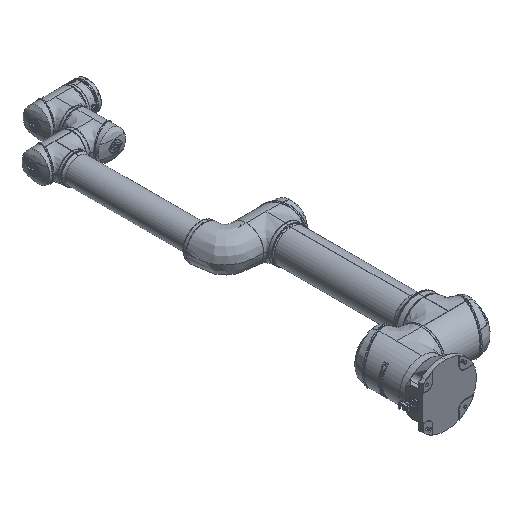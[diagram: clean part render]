
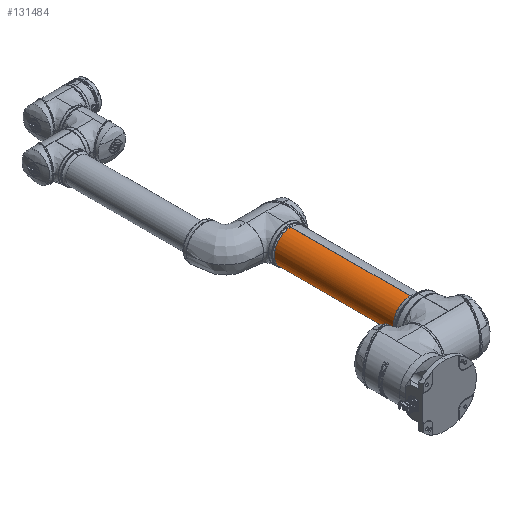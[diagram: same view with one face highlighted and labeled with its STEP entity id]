
A CAD part, isometric view. The second image highlights one B-rep face of the part: STEP entity #131484.
In plain terms, the highlighted cylindrical face has radius 55 mm (diameter 110 mm), a partial arc.
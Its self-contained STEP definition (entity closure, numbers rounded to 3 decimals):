
#7101 = CARTESIAN_POINT ( 'NONE',  ( -163.627, 690.335, -49.436 ) ) ;
#9025 = CARTESIAN_POINT ( 'NONE',  ( -138.564, 293.029, 24.373 ) ) ;
#9123 = CARTESIAN_POINT ( 'NONE',  ( -184.4, 690.335, -55. ) ) ;
#9900 = CARTESIAN_POINT ( 'NONE',  ( -184.4, 293.029, 55. ) ) ;
#10671 = CARTESIAN_POINT ( 'NONE',  ( -173.739, 690.335, 53.241 ) ) ;
#12573 = CARTESIAN_POINT ( 'NONE',  ( -133., 293.029, 3.6 ) ) ;
#18323 = DIRECTION ( 'NONE',  ( 0., 0., 1. ) ) ;
#25459 = CARTESIAN_POINT ( 'NONE',  ( -146.564, 690.335, 36.345 ) ) ;
#28167 = CARTESIAN_POINT ( 'NONE',  ( -134.759, 690.335, -14.261 ) ) ;
#30084 = CARTESIAN_POINT ( 'NONE',  ( -138.564, 293.029, -24.373 ) ) ;
#30936 = CARTESIAN_POINT ( 'NONE',  ( -163.627, 293.029, -49.436 ) ) ;
#33612 = CARTESIAN_POINT ( 'NONE',  ( -133.355, 293.029, -7.199 ) ) ;
#38468 = CARTESIAN_POINT ( 'NONE',  ( -188., 254.335, 0. ) ) ;
#40667 = EDGE_CURVE ( 'NONE', #220748, #173592, #216581, .T. ) ;
#45553 = CARTESIAN_POINT ( 'NONE',  ( -133., 690.335, -3.6 ) ) ;
#47054 = FACE_OUTER_BOUND ( 'NONE', #179253, .T. ) ;
#49158 = CARTESIAN_POINT ( 'NONE',  ( -133.355, 690.335, -7.199 ) ) ;
#49852 = DIRECTION ( 'NONE',  ( 0., 1., 0. ) ) ;
#51064 = CARTESIAN_POINT ( 'NONE',  ( -151.655, 293.029, -41.436 ) ) ;
#53394 = CARTESIAN_POINT ( 'NONE',  ( -188., 254.335, 55. ) ) ;
#53713 = CARTESIAN_POINT ( 'NONE',  ( -160.437, 293.029, 47.731 ) ) ;
#60949 = ORIENTED_EDGE ( 'NONE', *, *, #249781, .T. ) ;
#67478 = CARTESIAN_POINT ( 'NONE',  ( -180.801, 690.335, -54.645 ) ) ;
#72091 = CARTESIAN_POINT ( 'NONE',  ( -144.269, 293.029, -33.549 ) ) ;
#72966 = CARTESIAN_POINT ( 'NONE',  ( -173.739, 293.029, -53.241 ) ) ;
#74633 = CARTESIAN_POINT ( 'NONE',  ( -188., 690.335, 55. ) ) ;
#80526 = VECTOR ( 'NONE', #49852, 1000. ) ;
#87647 = CARTESIAN_POINT ( 'NONE',  ( -135.809, 690.335, 17.722 ) ) ;
#93157 = CARTESIAN_POINT ( 'NONE',  ( -154.451, 293.029, -43.731 ) ) ;
#95123 = CARTESIAN_POINT ( 'NONE',  ( -188., 690.335, -55. ) ) ;
#95839 = CARTESIAN_POINT ( 'NONE',  ( -144.269, 293.029, 33.549 ) ) ;
#108743 = CARTESIAN_POINT ( 'NONE',  ( -140.269, 690.335, -27.563 ) ) ;
#109335 = CYLINDRICAL_SURFACE ( 'NONE', #152869, 55. ) ;
#110197 = CARTESIAN_POINT ( 'NONE',  ( -188., 293.029, 55. ) ) ;
#112359 = CARTESIAN_POINT ( 'NONE',  ( -160.437, 690.335, -47.731 ) ) ;
#115152 = CARTESIAN_POINT ( 'NONE',  ( -180.801, 293.029, -54.645 ) ) ;
#116796 = CARTESIAN_POINT ( 'NONE',  ( -154.451, 690.335, 43.731 ) ) ;
#129783 = CARTESIAN_POINT ( 'NONE',  ( -144.269, 690.335, 33.549 ) ) ;
#131484 = ADVANCED_FACE ( 'NONE', ( #47054 ), #109335, .T. ) ;
#134425 = CARTESIAN_POINT ( 'NONE',  ( -163.627, 293.029, 49.436 ) ) ;
#135193 = CARTESIAN_POINT ( 'NONE',  ( -160.437, 690.335, 47.731 ) ) ;
#135484 = B_SPLINE_CURVE_WITH_KNOTS ( 'NONE', 3,
 ( #260834, #9123, #67478, #194691, #257949, #7101, #112359, #214912, #213998, #234108, #170980, #108743, #153557, #257045, #28167, #49158, #45553, #150851, #191964, #213101, #87647, #192880, #255223, #129783, #25459, #177245, #116796, #135193, #156197, #197364, #10671, #199140, #136080, #74633 ),
 .UNSPECIFIED., .F., .F.,
 ( 4, 2, 2, 2, 2, 2, 2, 2, 2, 2, 2, 2, 2, 2, 2, 2, 4 ),
 ( 0.5, 0.531, 0.563, 0.594, 0.625, 0.656, 0.688, 0.719, 0.75, 0.781, 0.813, 0.844, 0.875, 0.906, 0.938, 0.969, 1. ),
 .UNSPECIFIED. ) ;
#136080 = CARTESIAN_POINT ( 'NONE',  ( -184.4, 690.335, 55. ) ) ;
#136201 = CARTESIAN_POINT ( 'NONE',  ( -154.451, 293.029, 43.731 ) ) ;
#137998 = CARTESIAN_POINT ( 'NONE',  ( -134.759, 293.029, 14.261 ) ) ;
#139785 = ORIENTED_EDGE ( 'NONE', *, *, #196650, .F. ) ;
#140078 = ORIENTED_EDGE ( 'NONE', *, *, #163286, .T. ) ;
#149151 = DIRECTION ( 'NONE',  ( 0., 1., 0. ) ) ;
#150851 = CARTESIAN_POINT ( 'NONE',  ( -133., 690.335, 3.6 ) ) ;
#152869 = AXIS2_PLACEMENT_3D ( 'NONE', #38468, #184886, #18323 ) ;
#153221 = CARTESIAN_POINT ( 'NONE',  ( -188., 690.335, 55. ) ) ;
#153557 = CARTESIAN_POINT ( 'NONE',  ( -138.564, 690.335, -24.373 ) ) ;
#155433 = CARTESIAN_POINT ( 'NONE',  ( -134.759, 293.029, -14.261 ) ) ;
#156197 = CARTESIAN_POINT ( 'NONE',  ( -163.627, 690.335, 49.436 ) ) ;
#156317 = CARTESIAN_POINT ( 'NONE',  ( -160.437, 293.029, -47.731 ) ) ;
#157201 = CARTESIAN_POINT ( 'NONE',  ( -140.269, 293.029, -27.563 ) ) ;
#158095 = CARTESIAN_POINT ( 'NONE',  ( -188., 293.029, 55. ) ) ;
#158990 = CARTESIAN_POINT ( 'NONE',  ( -133., 293.029, -3.6 ) ) ;
#159189 = VERTEX_POINT ( 'NONE', #153221 ) ;
#159338 = CARTESIAN_POINT ( 'NONE',  ( -188., 293.029, -55. ) ) ;
#160807 = VECTOR ( 'NONE', #149151, 1000. ) ;
#163286 = EDGE_CURVE ( 'NONE', #243958, #220748, #165559, .T. ) ;
#165559 = B_SPLINE_CURVE_WITH_KNOTS ( 'NONE', 3,
 ( #158095, #9900, #240517, #179148, #259829, #134425, #53713, #136201, #197479, #200167, #95839, #242339, #9025, #263414, #137998, #201060, #12573, #158990, #33612, #155433, #217726, #30084, #157201, #72091, #176476, #51064, #93157, #156317, #30936, #177370, #72966, #115152, #219513, #166384 ),
 .UNSPECIFIED., .F., .F.,
 ( 4, 2, 2, 2, 2, 2, 2, 2, 2, 2, 2, 2, 2, 2, 2, 2, 4 ),
 ( 0., 0.031, 0.062, 0.094, 0.125, 0.156, 0.187, 0.219, 0.25, 0.281, 0.313, 0.344, 0.375, 0.406, 0.438, 0.469, 0.5 ),
 .UNSPECIFIED. ) ;
#166384 = CARTESIAN_POINT ( 'NONE',  ( -188., 293.029, -55. ) ) ;
#170980 = CARTESIAN_POINT ( 'NONE',  ( -144.269, 690.335, -33.549 ) ) ;
#173592 = VERTEX_POINT ( 'NONE', #95123 ) ;
#176476 = CARTESIAN_POINT ( 'NONE',  ( -146.564, 293.029, -36.345 ) ) ;
#177245 = CARTESIAN_POINT ( 'NONE',  ( -151.655, 690.335, 41.436 ) ) ;
#177370 = CARTESIAN_POINT ( 'NONE',  ( -170.278, 293.029, -52.191 ) ) ;
#179148 = CARTESIAN_POINT ( 'NONE',  ( -173.739, 293.029, 53.241 ) ) ;
#179253 = EDGE_LOOP ( 'NONE', ( #140078, #195746, #60949, #139785 ) ) ;
#184886 = DIRECTION ( 'NONE',  ( 0., 1., 0. ) ) ;
#191167 = CARTESIAN_POINT ( 'NONE',  ( -188., 254.335, -55. ) ) ;
#191964 = CARTESIAN_POINT ( 'NONE',  ( -133.355, 690.335, 7.199 ) ) ;
#192880 = CARTESIAN_POINT ( 'NONE',  ( -138.564, 690.335, 24.373 ) ) ;
#194691 = CARTESIAN_POINT ( 'NONE',  ( -173.739, 690.335, -53.241 ) ) ;
#195746 = ORIENTED_EDGE ( 'NONE', *, *, #40667, .T. ) ;
#196650 = EDGE_CURVE ( 'NONE', #243958, #159189, #244197, .T. ) ;
#197364 = CARTESIAN_POINT ( 'NONE',  ( -170.278, 690.335, 52.191 ) ) ;
#197479 = CARTESIAN_POINT ( 'NONE',  ( -151.655, 293.029, 41.436 ) ) ;
#199140 = CARTESIAN_POINT ( 'NONE',  ( -180.801, 690.335, 54.645 ) ) ;
#200167 = CARTESIAN_POINT ( 'NONE',  ( -146.564, 293.029, 36.345 ) ) ;
#201060 = CARTESIAN_POINT ( 'NONE',  ( -133.355, 293.029, 7.199 ) ) ;
#213101 = CARTESIAN_POINT ( 'NONE',  ( -134.759, 690.335, 14.261 ) ) ;
#213998 = CARTESIAN_POINT ( 'NONE',  ( -151.655, 690.335, -41.436 ) ) ;
#214912 = CARTESIAN_POINT ( 'NONE',  ( -154.451, 690.335, -43.731 ) ) ;
#216581 = LINE ( 'NONE', #191167, #160807 ) ;
#217726 = CARTESIAN_POINT ( 'NONE',  ( -135.809, 293.029, -17.722 ) ) ;
#219513 = CARTESIAN_POINT ( 'NONE',  ( -184.4, 293.029, -55. ) ) ;
#220748 = VERTEX_POINT ( 'NONE', #159338 ) ;
#234108 = CARTESIAN_POINT ( 'NONE',  ( -146.564, 690.335, -36.345 ) ) ;
#240517 = CARTESIAN_POINT ( 'NONE',  ( -180.801, 293.029, 54.645 ) ) ;
#242339 = CARTESIAN_POINT ( 'NONE',  ( -140.269, 293.029, 27.563 ) ) ;
#243958 = VERTEX_POINT ( 'NONE', #110197 ) ;
#244197 = LINE ( 'NONE', #53394, #80526 ) ;
#249781 = EDGE_CURVE ( 'NONE', #173592, #159189, #135484, .T. ) ;
#255223 = CARTESIAN_POINT ( 'NONE',  ( -140.269, 690.335, 27.563 ) ) ;
#257045 = CARTESIAN_POINT ( 'NONE',  ( -135.809, 690.335, -17.722 ) ) ;
#257949 = CARTESIAN_POINT ( 'NONE',  ( -170.278, 690.335, -52.191 ) ) ;
#259829 = CARTESIAN_POINT ( 'NONE',  ( -170.278, 293.029, 52.191 ) ) ;
#260834 = CARTESIAN_POINT ( 'NONE',  ( -188., 690.335, -55. ) ) ;
#263414 = CARTESIAN_POINT ( 'NONE',  ( -135.809, 293.029, 17.722 ) ) ;
